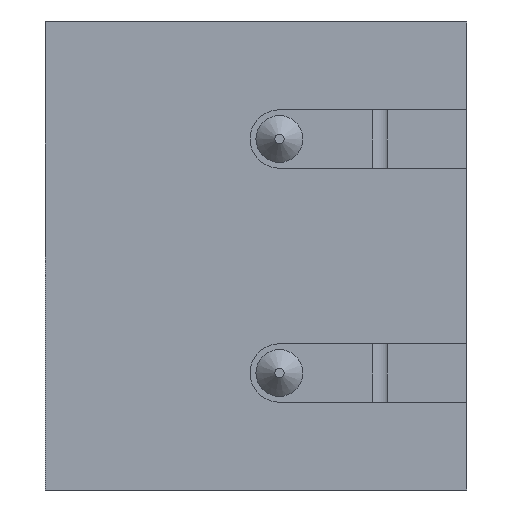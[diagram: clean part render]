
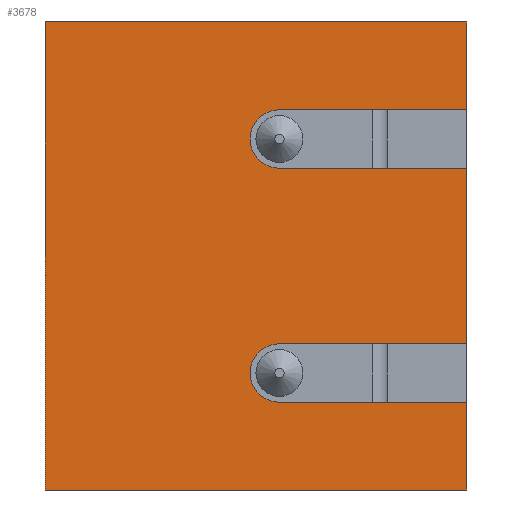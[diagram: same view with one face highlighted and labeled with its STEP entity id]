
A CAD part, front view. The second image highlights one B-rep face of the part: STEP entity #3678.
In plain terms, the highlighted planar face has unit normal (0, -1, 0).
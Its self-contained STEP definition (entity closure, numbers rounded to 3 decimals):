
#1521=CARTESIAN_POINT('',(4.,0.,-4.375));
#1522=VERTEX_POINT('',#1521);
#1529=CARTESIAN_POINT('',(0.0,0.,-4.375));
#1530=VERTEX_POINT('',#1529);
#1531=CARTESIAN_POINT('',(0.0,0.,-4.375));
#1532=DIRECTION('',(1.0,0.0,0.0));
#1533=VECTOR('',#1532,4.);
#1534=LINE('',#1531,#1533);
#1535=EDGE_CURVE('',#1530,#1522,#1534,.T.);
#1553=CARTESIAN_POINT('',(0.0,0.,-5.625));
#1554=VERTEX_POINT('',#1553);
#1555=CARTESIAN_POINT('',(0.0,0.,-5.0));
#1556=DIRECTION('',(0.0,1.0,0.0));
#1557=DIRECTION('',(0.0,0.0,1.0));
#1558=AXIS2_PLACEMENT_3D('',#1555,#1556,#1557);
#1559=CIRCLE('',#1558,0.625);
#1560=EDGE_CURVE('',#1554,#1530,#1559,.T.);
#1578=CARTESIAN_POINT('',(4.,0.,-5.625));
#1579=VERTEX_POINT('',#1578);
#1580=CARTESIAN_POINT('',(4.,0.,-5.625));
#1581=DIRECTION('',(-1.0,0.0,0.0));
#1582=VECTOR('',#1581,4.);
#1583=LINE('',#1580,#1582);
#1584=EDGE_CURVE('',#1579,#1554,#1583,.T.);
#1624=CARTESIAN_POINT('',(4.,0.,-7.5));
#1625=VERTEX_POINT('',#1624);
#1626=CARTESIAN_POINT('',(4.,0.,-5.625));
#1627=DIRECTION('',(0.0,0.0,-1.0));
#1628=VECTOR('',#1627,1.875);
#1629=LINE('',#1626,#1628);
#1630=EDGE_CURVE('',#1579,#1625,#1629,.T.);
#1648=CARTESIAN_POINT('',(4.,0.,2.5));
#1649=VERTEX_POINT('',#1648);
#1656=CARTESIAN_POINT('',(4.,0.,0.625));
#1657=VERTEX_POINT('',#1656);
#1658=CARTESIAN_POINT('',(4.,0.,2.5));
#1659=DIRECTION('',(0.0,0.0,-1.0));
#1660=VECTOR('',#1659,1.875);
#1661=LINE('',#1658,#1660);
#1662=EDGE_CURVE('',#1649,#1657,#1661,.T.);
#1728=CARTESIAN_POINT('',(4.,0.,-0.625));
#1729=VERTEX_POINT('',#1728);
#1736=CARTESIAN_POINT('',(4.,0.,-0.625));
#1737=DIRECTION('',(0.0,0.0,-1.0));
#1738=VECTOR('',#1737,3.75);
#1739=LINE('',#1736,#1738);
#1740=EDGE_CURVE('',#1729,#1522,#1739,.T.);
#2569=CARTESIAN_POINT('',(0.0,0.,-0.625));
#2570=VERTEX_POINT('',#2569);
#2577=CARTESIAN_POINT('',(4.,0.,-0.625));
#2578=DIRECTION('',(-1.0,0.0,0.0));
#2579=VECTOR('',#2578,4.);
#2580=LINE('',#2577,#2579);
#2581=EDGE_CURVE('',#1729,#2570,#2580,.T.);
#2593=CARTESIAN_POINT('',(0.0,0.,0.625));
#2594=VERTEX_POINT('',#2593);
#2601=CARTESIAN_POINT('',(0.0,0.,0.0));
#2602=DIRECTION('',(0.0,1.0,0.0));
#2603=DIRECTION('',(0.0,0.0,1.0));
#2604=AXIS2_PLACEMENT_3D('',#2601,#2602,#2603);
#2605=CIRCLE('',#2604,0.625);
#2606=EDGE_CURVE('',#2570,#2594,#2605,.T.);
#2619=CARTESIAN_POINT('',(0.0,0.,0.625));
#2620=DIRECTION('',(1.0,0.0,0.0));
#2621=VECTOR('',#2620,4.);
#2622=LINE('',#2619,#2621);
#2623=EDGE_CURVE('',#2594,#1657,#2622,.T.);
#3605=CARTESIAN_POINT('',(-5.0,0.,-7.5));
#3606=VERTEX_POINT('',#3605);
#3607=CARTESIAN_POINT('',(4.,0.,-7.5));
#3608=DIRECTION('',(-1.0,0.0,0.0));
#3609=VECTOR('',#3608,9.0);
#3610=LINE('',#3607,#3609);
#3611=EDGE_CURVE('',#1625,#3606,#3610,.T.);
#3647=CARTESIAN_POINT('',(4.,0.,0.0));
#3648=DIRECTION('',(0.0,-1.0,0.0));
#3649=DIRECTION('',(0.0,0.0,-1.0));
#3650=AXIS2_PLACEMENT_3D('',#3647,#3648,#3649);
#3651=PLANE('',#3650);
#3652=ORIENTED_EDGE('',*,*,#1535,.T.);
#3653=ORIENTED_EDGE('',*,*,#1740,.F.);
#3654=ORIENTED_EDGE('',*,*,#2581,.T.);
#3655=ORIENTED_EDGE('',*,*,#2606,.T.);
#3656=ORIENTED_EDGE('',*,*,#2623,.T.);
#3657=ORIENTED_EDGE('',*,*,#1662,.F.);
#3658=CARTESIAN_POINT('',(-5.0,0.,2.5));
#3659=VERTEX_POINT('',#3658);
#3660=CARTESIAN_POINT('',(4.,0.,2.5));
#3661=DIRECTION('',(-1.0,0.0,0.0));
#3662=VECTOR('',#3661,9.);
#3663=LINE('',#3660,#3662);
#3664=EDGE_CURVE('',#1649,#3659,#3663,.T.);
#3665=ORIENTED_EDGE('',*,*,#3664,.T.);
#3666=CARTESIAN_POINT('',(-5.0,0.,-7.5));
#3667=DIRECTION('',(0.0,0.0,1.0));
#3668=VECTOR('',#3667,10.0);
#3669=LINE('',#3666,#3668);
#3670=EDGE_CURVE('',#3606,#3659,#3669,.T.);
#3671=ORIENTED_EDGE('',*,*,#3670,.F.);
#3672=ORIENTED_EDGE('',*,*,#3611,.F.);
#3673=ORIENTED_EDGE('',*,*,#1630,.F.);
#3674=ORIENTED_EDGE('',*,*,#1584,.T.);
#3675=ORIENTED_EDGE('',*,*,#1560,.T.);
#3676=EDGE_LOOP('',(#3652,#3653,#3654,#3655,#3656,#3657,#3665,#3671,#3672,#3673,#3674,#3675));
#3677=FACE_OUTER_BOUND('',#3676,.T.);
#3678=ADVANCED_FACE('',(#3677),#3651,.T.);
